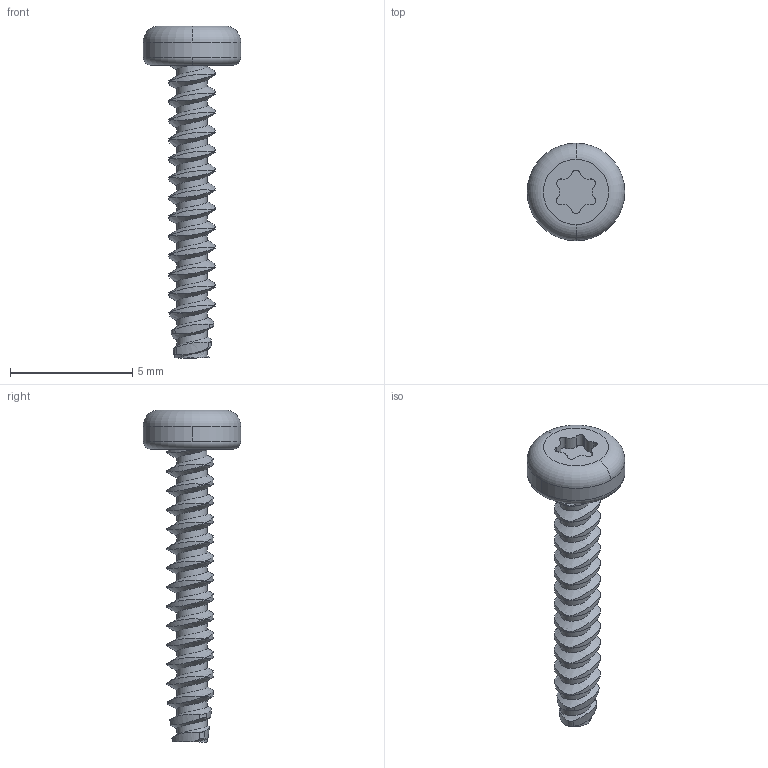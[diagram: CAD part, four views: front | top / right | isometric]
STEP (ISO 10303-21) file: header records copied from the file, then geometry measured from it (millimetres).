
FILE_DESCRIPTION (( 'STEP AP203' ), '1' );
FILE_NAME ('99397A269.step', '2013-03-12T19:12:44', ( 'Admin' ), ( 'Microsoft' ), 'SwSTEP 2.0', 'SolidWorks 2012', '' );
FILE_SCHEMA (( 'CONFIG_CONTROL_DESIGN' ));
Length unit declared in the file: millimetre
Products named in the file (1): 99397A269
Bounding box: 4 x 4 x 13.6 mm (x, y, z)
Volume: 39 mm3; surface area: 124.1 mm2
Topology: 1 solids, 1 shells, 140 faces, 406 edges, 270 vertices
Faces by surface type: cylinder 110, cone 19, torus 4, plane 4, bspline 3
Entity records: 7836 total; most frequent: CARTESIAN_POINT 4469, ORIENTED_EDGE 812, DIRECTION 513, EDGE_CURVE 406, VERTEX_POINT 270, B_SPLINE_CURVE_WITH_KNOTS 222, AXIS2_PLACEMENT_3D 193, EDGE_LOOP 142
